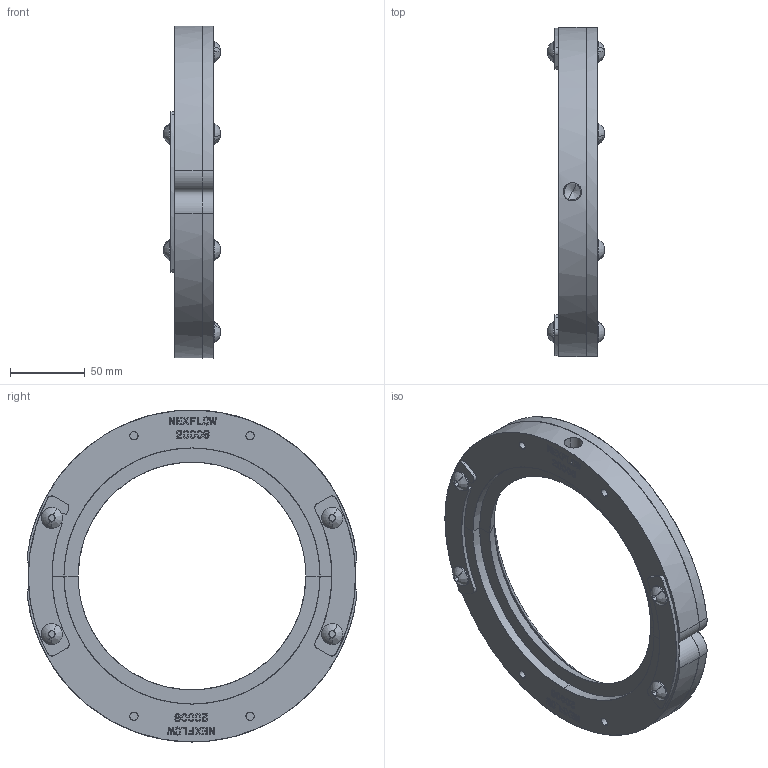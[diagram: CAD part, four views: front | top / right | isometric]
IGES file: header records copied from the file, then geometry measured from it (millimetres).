
Start section: SolidWorks IGES file using NURBS representation for surfaces
Global section: file name: RING BLADE 20006.IGS; native system: SolidWorks 2015; preprocessor: SolidWorks 2015; author: NEXFLOW GRAPHICS; date: 250106.155942; units: millimetre
Bounding box: 38.27 x 220.6 x 222.25 mm (x, y, z)
Surface area: 122244.5 mm2 (no closed solid volume)
Topology: 0 solids, 0 shells, 988 faces, 8896 edges, 8892 vertices
Faces by surface type: bspline 988
